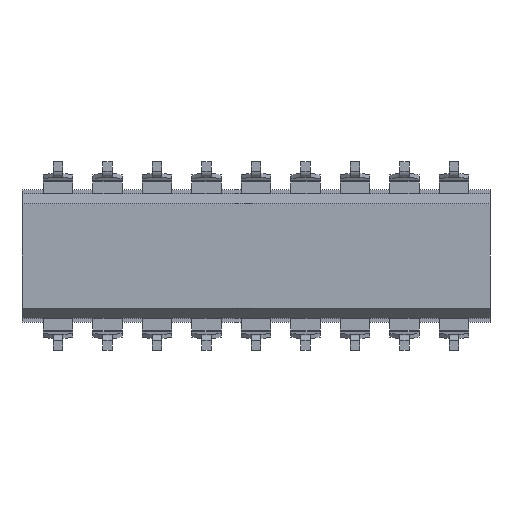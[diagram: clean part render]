
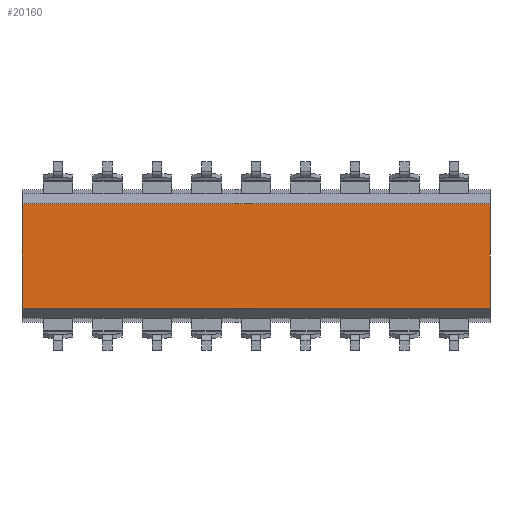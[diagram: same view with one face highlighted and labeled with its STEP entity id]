
A CAD part, front view. The second image highlights one B-rep face of the part: STEP entity #20160.
In plain terms, the highlighted planar face has unit normal (0, -1, 0).
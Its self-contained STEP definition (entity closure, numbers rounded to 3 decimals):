
#307 = VERTEX_POINT ( 'NONE', #18344 ) ;
#704 = CARTESIAN_POINT ( 'NONE',  ( 12.01, 0.5, -2.68 ) ) ;
#946 = CARTESIAN_POINT ( 'NONE',  ( -12.01, 0.5, -2.68 ) ) ;
#1148 = VECTOR ( 'NONE', #15797, 1000. ) ;
#1153 = DIRECTION ( 'NONE',  ( 0., 1., 0. ) ) ;
#3182 = VERTEX_POINT ( 'NONE', #704 ) ;
#3358 = ORIENTED_EDGE ( 'NONE', *, *, #22591, .T. ) ;
#4783 = EDGE_CURVE ( 'NONE', #307, #3182, #23521, .T. ) ;
#7422 = CARTESIAN_POINT ( 'NONE',  ( 12.01, 0.5, -2.68 ) ) ;
#8258 = EDGE_CURVE ( 'NONE', #15477, #9265, #8295, .T. ) ;
#8295 = LINE ( 'NONE', #10352, #21745 ) ;
#9265 = VERTEX_POINT ( 'NONE', #946 ) ;
#9267 = DIRECTION ( 'NONE',  ( -1., 0., 0. ) ) ;
#9936 = ORIENTED_EDGE ( 'NONE', *, *, #4783, .F. ) ;
#10352 = CARTESIAN_POINT ( 'NONE',  ( -12.01, 0.5, -2.68 ) ) ;
#12167 = FACE_OUTER_BOUND ( 'NONE', #15197, .T. ) ;
#12627 = EDGE_CURVE ( 'NONE', #3182, #9265, #15073, .T. ) ;
#12856 = AXIS2_PLACEMENT_3D ( 'NONE', #25183, #1153, #16667 ) ;
#13674 = ORIENTED_EDGE ( 'NONE', *, *, #12627, .F. ) ;
#15073 = LINE ( 'NONE', #7422, #18924 ) ;
#15197 = EDGE_LOOP ( 'NONE', ( #21471, #13674, #9936, #3358 ) ) ;
#15477 = VERTEX_POINT ( 'NONE', #19853 ) ;
#15797 = DIRECTION ( 'NONE',  ( -1., 0., 0. ) ) ;
#16667 = DIRECTION ( 'NONE',  ( 0., 0., 1. ) ) ;
#17468 = DIRECTION ( 'NONE',  ( 0., 0., -1. ) ) ;
#18030 = CARTESIAN_POINT ( 'NONE',  ( 12.01, 0.5, 2.68 ) ) ;
#18344 = CARTESIAN_POINT ( 'NONE',  ( 12.01, 0.5, 2.68 ) ) ;
#18924 = VECTOR ( 'NONE', #9267, 1000. ) ;
#19853 = CARTESIAN_POINT ( 'NONE',  ( -12.01, 0.5, 2.68 ) ) ;
#19958 = CARTESIAN_POINT ( 'NONE',  ( 12.01, 0.5, -2.68 ) ) ;
#20160 = ADVANCED_FACE ( 'NONE', ( #12167 ), #20231, .F. ) ;
#20231 = PLANE ( 'NONE',  #12856 ) ;
#21471 = ORIENTED_EDGE ( 'NONE', *, *, #8258, .T. ) ;
#21745 = VECTOR ( 'NONE', #24457, 1000. ) ;
#22591 = EDGE_CURVE ( 'NONE', #307, #15477, #23429, .T. ) ;
#23429 = LINE ( 'NONE', #18030, #1148 ) ;
#23521 = LINE ( 'NONE', #19958, #25585 ) ;
#24457 = DIRECTION ( 'NONE',  ( 0., 0., -1. ) ) ;
#25183 = CARTESIAN_POINT ( 'NONE',  ( 12.01, 0.5, -2.68 ) ) ;
#25585 = VECTOR ( 'NONE', #17468, 1000. ) ;
